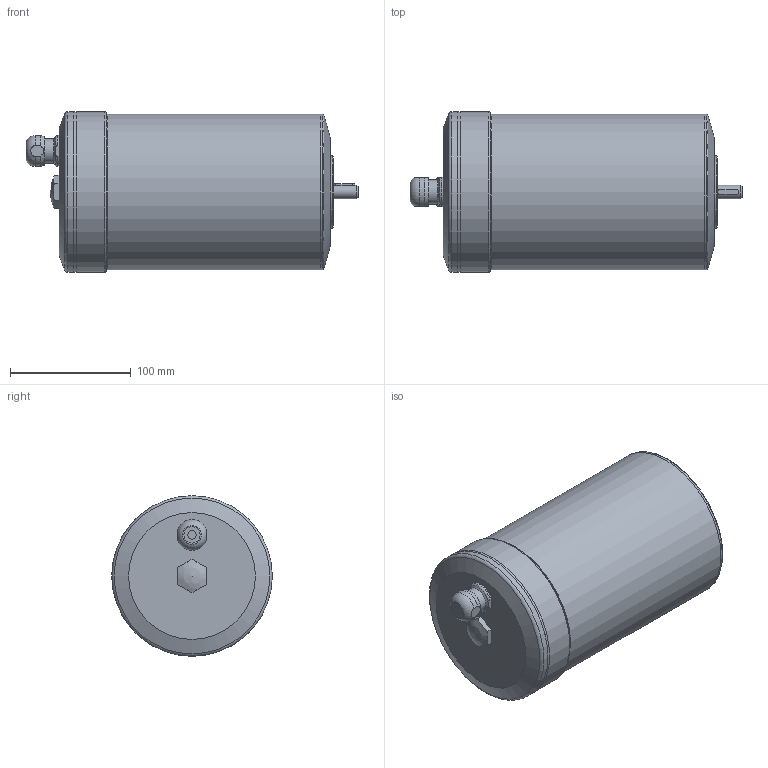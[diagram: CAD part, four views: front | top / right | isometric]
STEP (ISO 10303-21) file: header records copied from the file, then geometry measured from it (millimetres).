
FILE_DESCRIPTION(/* description */ ('Unknown'),/* implementation_level */ '2;1');
FILE_NAME(/* name */ 'SPMBKC4JTENN4KSA1-N---NNN',/* time_stamp */ '2024-03-15T10:23:34+01:00',/* author */ ('Unknown'),/* organization */ ('Unknown'),/* preprocessor_version */ 'ST-DEVELOPER v18.104',/* originating_system */ 'Solid Edge',/* authorisation */ 'Unknown');
FILE_SCHEMA (('AUTOMOTIVE_DESIGN {1 0 10303 214 3 1 1}'));
Length unit declared in the file: millimetre
Products named in the file (1): SPMBKC4JTENN4KSA1-N---NNN
Bounding box: 275 x 133 x 133 mm (x, y, z)
Volume: 2939335.5 mm3; surface area: 120931.5 mm2
Topology: 1 solids, 1 shells, 87 faces, 196 edges, 126 vertices
Faces by surface type: cylinder 32, plane 30, cone 18, torus 6, sphere 1
Full cylindrical faces by diameter (mm): 3.242 x2, 4.134 x8, 4.3 x1, 7 x1, 11 x1, 13.4 x1, 17 x1, 20 x1, 52 x1, 60 x1, 128.98 x1, 129 x2, 132.98 x2, 133 x3
Entity records: 2656 total; most frequent: CARTESIAN_POINT 383, DIRECTION 366, ORIENTED_EDGE 236, AXIS2_PLACEMENT_3D 168, FACE_BOUND 159, EDGE_LOOP 154, EDGE_CURVE 118, VERTEX_POINT 105
